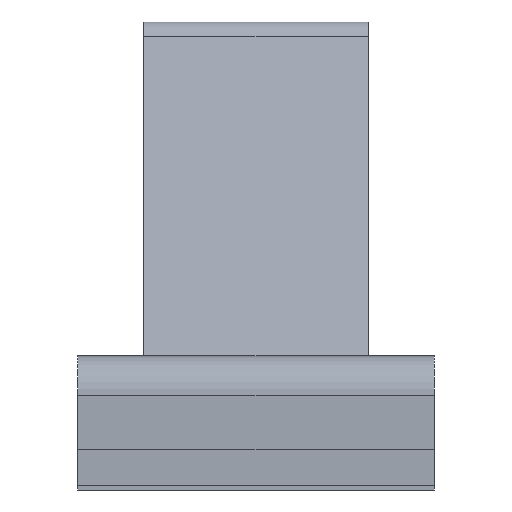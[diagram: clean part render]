
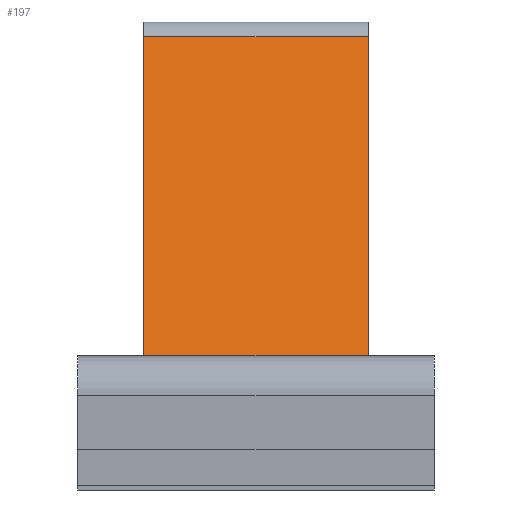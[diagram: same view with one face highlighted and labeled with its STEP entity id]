
A CAD part, left-side view. The second image highlights one B-rep face of the part: STEP entity #197.
In plain terms, the highlighted planar face has unit normal (-0.963, 0, 0.268).
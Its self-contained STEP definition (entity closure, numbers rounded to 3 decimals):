
#197 = ADVANCED_FACE( '', ( #352 ), #353, .T. );
#352 = FACE_OUTER_BOUND( '', #481, .T. );
#353 = PLANE( '', #482 );
#481 = EDGE_LOOP( '', ( #808, #809, #810, #811 ) );
#482 = AXIS2_PLACEMENT_3D( '', #812, #813, #814 );
#808 = ORIENTED_EDGE( '', *, *, #886, .F. );
#809 = ORIENTED_EDGE( '', *, *, #929, .F. );
#810 = ORIENTED_EDGE( '', *, *, #922, .T. );
#811 = ORIENTED_EDGE( '', *, *, #937, .T. );
#812 = CARTESIAN_POINT( '', ( -6., -2.8, 1.35 ) );
#813 = DIRECTION( '', ( -0.963, 0., 0.268 ) );
#814 = DIRECTION( '', ( 0.268, 0., 0.963 ) );
#886 = EDGE_CURVE( '', #1059, #1061, #1062, .T. );
#922 = EDGE_CURVE( '', #1102, #1105, #1107, .T. );
#929 = EDGE_CURVE( '', #1102, #1059, #1114, .T. );
#937 = EDGE_CURVE( '', #1105, #1061, #1122, .T. );
#1059 = VERTEX_POINT( '', #1293 );
#1061 = VERTEX_POINT( '', #1296 );
#1062 = LINE( '', #1297, #1298 );
#1102 = VERTEX_POINT( '', #1355 );
#1105 = VERTEX_POINT( '', #1359 );
#1107 = LINE( '', #1361, #1362 );
#1114 = LINE( '', #1372, #1373 );
#1122 = LINE( '', #1383, #1384 );
#1293 = CARTESIAN_POINT( '', ( -6., 2.8, 1.35 ) );
#1296 = CARTESIAN_POINT( '', ( -3.5, 2.8, 10.334 ) );
#1297 = CARTESIAN_POINT( '', ( -6., 2.8, 1.35 ) );
#1298 = VECTOR( '', #1452, 1000. );
#1355 = CARTESIAN_POINT( '', ( -6., -2.8, 1.35 ) );
#1359 = CARTESIAN_POINT( '', ( -3.5, -2.8, 10.334 ) );
#1361 = CARTESIAN_POINT( '', ( -6., -2.8, 1.35 ) );
#1362 = VECTOR( '', #1492, 1000. );
#1372 = CARTESIAN_POINT( '', ( -6., -2.8, 1.35 ) );
#1373 = VECTOR( '', #1496, 1000. );
#1383 = CARTESIAN_POINT( '', ( -3.5, -2.8, 10.334 ) );
#1384 = VECTOR( '', #1502, 1000. );
#1452 = DIRECTION( '', ( 0.268, 0., 0.963 ) );
#1492 = DIRECTION( '', ( 0.268, 0., 0.963 ) );
#1496 = DIRECTION( '', ( 0., 1., 0. ) );
#1502 = DIRECTION( '', ( 0., 1., 0. ) );
